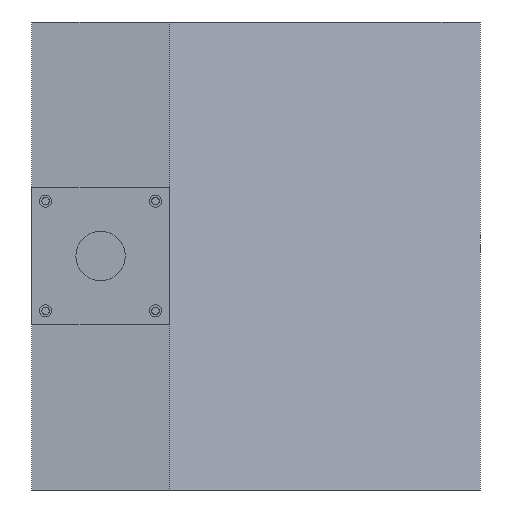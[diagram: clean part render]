
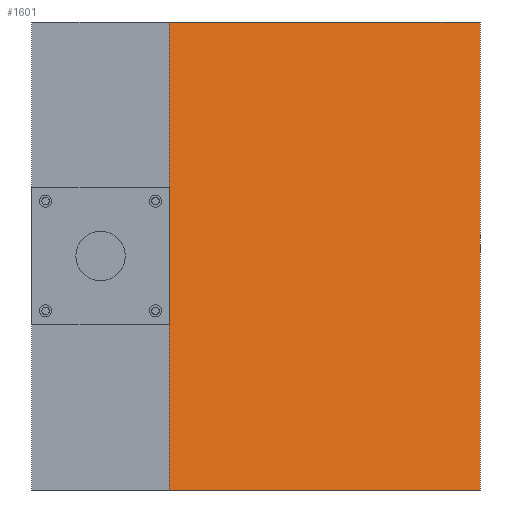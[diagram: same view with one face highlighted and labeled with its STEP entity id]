
A CAD part, front view. The second image highlights one B-rep face of the part: STEP entity #1601.
In plain terms, the highlighted planar face has unit normal (0.288, -0.958, 0).
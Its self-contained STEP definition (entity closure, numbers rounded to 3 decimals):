
#288 = LINE ( 'NONE', #1005, #611 ) ;
#355 = EDGE_CURVE ( 'NONE', #1418, #457, #517, .T. ) ;
#443 = VERTEX_POINT ( 'NONE', #1576 ) ;
#457 = VERTEX_POINT ( 'NONE', #677 ) ;
#517 = LINE ( 'NONE', #1607, #2773 ) ;
#583 = CARTESIAN_POINT ( 'NONE',  ( 303.884, 0., 213. ) ) ;
#611 = VECTOR ( 'NONE', #1478, 1000. ) ;
#677 = CARTESIAN_POINT ( 'NONE',  ( 303.884, 0., 213. ) ) ;
#689 = VERTEX_POINT ( 'NONE', #769 ) ;
#718 = LINE ( 'NONE', #768, #1335 ) ;
#768 = CARTESIAN_POINT ( 'NONE',  ( 20.884, -85., 213. ) ) ;
#769 = CARTESIAN_POINT ( 'NONE',  ( 303.884, 0., -213. ) ) ;
#1005 = CARTESIAN_POINT ( 'NONE',  ( 303.884, 0., 213. ) ) ;
#1014 = ORIENTED_EDGE ( 'NONE', *, *, #1303, .T. ) ;
#1178 = ORIENTED_EDGE ( 'NONE', *, *, #1651, .F. ) ;
#1303 = EDGE_CURVE ( 'NONE', #443, #689, #2613, .T. ) ;
#1335 = VECTOR ( 'NONE', #1817, 1000. ) ;
#1418 = VERTEX_POINT ( 'NONE', #2882 ) ;
#1447 = EDGE_LOOP ( 'NONE', ( #1014, #1178, #2503, #1873 ) ) ;
#1478 = DIRECTION ( 'NONE',  ( 0., 0., -1. ) ) ;
#1502 = DIRECTION ( 'NONE',  ( -0.288, 0.958, 0. ) ) ;
#1511 = PLANE ( 'NONE',  #2725 ) ;
#1576 = CARTESIAN_POINT ( 'NONE',  ( 20.884, -85., -213. ) ) ;
#1601 = ADVANCED_FACE ( 'NONE', ( #2036 ), #1511, .F. ) ;
#1607 = CARTESIAN_POINT ( 'NONE',  ( 303.884, 0., 213. ) ) ;
#1651 = EDGE_CURVE ( 'NONE', #457, #689, #288, .T. ) ;
#1817 = DIRECTION ( 'NONE',  ( 0., 0., -1. ) ) ;
#1836 = DIRECTION ( 'NONE',  ( 0.958, 0.288, 0. ) ) ;
#1873 = ORIENTED_EDGE ( 'NONE', *, *, #2206, .T. ) ;
#1958 = DIRECTION ( 'NONE',  ( 0.958, 0.288, 0. ) ) ;
#2036 = FACE_OUTER_BOUND ( 'NONE', #1447, .T. ) ;
#2206 = EDGE_CURVE ( 'NONE', #1418, #443, #718, .T. ) ;
#2399 = CARTESIAN_POINT ( 'NONE',  ( 303.884, 0., -213. ) ) ;
#2503 = ORIENTED_EDGE ( 'NONE', *, *, #355, .F. ) ;
#2613 = LINE ( 'NONE', #2399, #2692 ) ;
#2692 = VECTOR ( 'NONE', #1836, 1000. ) ;
#2725 = AXIS2_PLACEMENT_3D ( 'NONE', #583, #1502, #2827 ) ;
#2773 = VECTOR ( 'NONE', #1958, 1000. ) ;
#2827 = DIRECTION ( 'NONE',  ( -0.958, -0.288, 0. ) ) ;
#2882 = CARTESIAN_POINT ( 'NONE',  ( 20.884, -85., 213. ) ) ;
